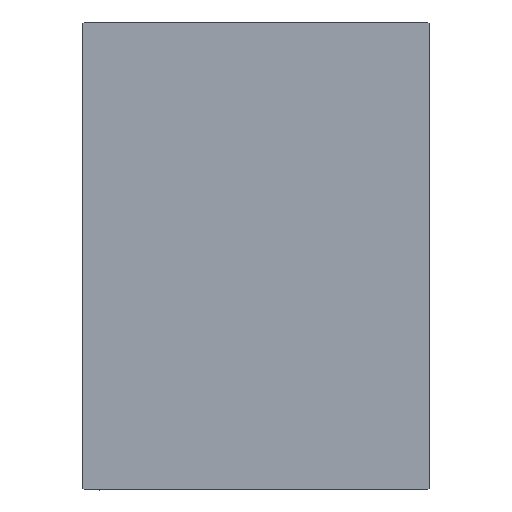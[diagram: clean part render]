
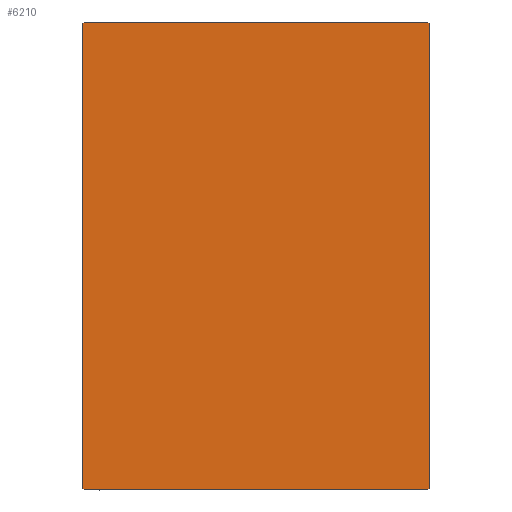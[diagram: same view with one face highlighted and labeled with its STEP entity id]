
A CAD part, left-side view. The second image highlights one B-rep face of the part: STEP entity #6210.
In plain terms, the highlighted face is planar.
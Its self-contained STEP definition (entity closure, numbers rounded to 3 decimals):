
#2081 = LINE ( 'NONE', #11847, #22001 ) ;
#2275 = ORIENTED_EDGE ( 'NONE', *, *, #24728, .T. ) ;
#2918 = CARTESIAN_POINT ( 'NONE',  ( 143., 31.2, -42.5 ) ) ;
#4213 = ORIENTED_EDGE ( 'NONE', *, *, #34727, .T. ) ;
#4915 = CARTESIAN_POINT ( 'NONE',  ( 143., 36.85, -36.85 ) ) ;
#4930 = EDGE_CURVE ( 'NONE', #13482, #16982, #38419, .T. ) ;
#5275 = VECTOR ( 'NONE', #34758, 1000. ) ;
#6210 = ADVANCED_FACE ( 'NONE', ( #31657 ), #11261, .T. ) ;
#7497 = DIRECTION ( 'NONE',  ( 1., 0., 0. ) ) ;
#7943 = ORIENTED_EDGE ( 'NONE', *, *, #25600, .T. ) ;
#8287 = VERTEX_POINT ( 'NONE', #17719 ) ;
#8305 = DIRECTION ( 'NONE',  ( 0., -0.707, 0.707 ) ) ;
#9511 = CARTESIAN_POINT ( 'NONE',  ( 143., 31.5, 42.5 ) ) ;
#10229 = EDGE_CURVE ( 'NONE', #34944, #8287, #25748, .T. ) ;
#10871 = LINE ( 'NONE', #25074, #34260 ) ;
#11138 = DIRECTION ( 'NONE',  ( 0., 0.707, 0.707 ) ) ;
#11163 = AXIS2_PLACEMENT_3D ( 'NONE', #21470, #7497, #21689 ) ;
#11261 = PLANE ( 'NONE',  #11163 ) ;
#11847 = CARTESIAN_POINT ( 'NONE',  ( 143., 36.85, 36.85 ) ) ;
#12837 = LINE ( 'NONE', #9511, #14887 ) ;
#13482 = VERTEX_POINT ( 'NONE', #2918 ) ;
#13658 = LINE ( 'NONE', #30289, #35460 ) ;
#14191 = VECTOR ( 'NONE', #23489, 1000. ) ;
#14887 = VECTOR ( 'NONE', #26378, 1000. ) ;
#15214 = CARTESIAN_POINT ( 'NONE',  ( 143., -36.85, 36.85 ) ) ;
#15284 = CARTESIAN_POINT ( 'NONE',  ( 143., 31.2, 42.5 ) ) ;
#16982 = VERTEX_POINT ( 'NONE', #40952 ) ;
#17719 = CARTESIAN_POINT ( 'NONE',  ( 143., -31.5, -42.2 ) ) ;
#18867 = CARTESIAN_POINT ( 'NONE',  ( 143., -31.5, 42.5 ) ) ;
#19166 = CARTESIAN_POINT ( 'NONE',  ( 143., 31.5, 42.2 ) ) ;
#20297 = VERTEX_POINT ( 'NONE', #19166 ) ;
#21470 = CARTESIAN_POINT ( 'NONE',  ( 143., 0., 0. ) ) ;
#21689 = DIRECTION ( 'NONE',  ( 0., 0., -1. ) ) ;
#22001 = VECTOR ( 'NONE', #8305, 1000. ) ;
#23406 = ORIENTED_EDGE ( 'NONE', *, *, #4930, .T. ) ;
#23489 = DIRECTION ( 'NONE',  ( 0., 0.707, -0.707 ) ) ;
#23645 = DIRECTION ( 'NONE',  ( 0., 0., 1. ) ) ;
#23853 = ORIENTED_EDGE ( 'NONE', *, *, #25382, .T. ) ;
#24561 = LINE ( 'NONE', #15214, #5275 ) ;
#24587 = CARTESIAN_POINT ( 'NONE',  ( 143., -31.5, 42.2 ) ) ;
#24589 = ORIENTED_EDGE ( 'NONE', *, *, #25314, .T. ) ;
#24728 = EDGE_CURVE ( 'NONE', #36207, #31568, #12837, .T. ) ;
#25074 = CARTESIAN_POINT ( 'NONE',  ( 143., -31.5, -42.5 ) ) ;
#25130 = CARTESIAN_POINT ( 'NONE',  ( 143., -31.2, -42.5 ) ) ;
#25314 = EDGE_CURVE ( 'NONE', #8287, #26820, #30350, .T. ) ;
#25382 = EDGE_CURVE ( 'NONE', #16982, #20297, #13658, .T. ) ;
#25600 = EDGE_CURVE ( 'NONE', #20297, #36207, #2081, .T. ) ;
#25748 = LINE ( 'NONE', #18867, #43093 ) ;
#26378 = DIRECTION ( 'NONE',  ( 0., -1., 0. ) ) ;
#26820 = VERTEX_POINT ( 'NONE', #25130 ) ;
#27040 = CARTESIAN_POINT ( 'NONE',  ( 143., -36.85, -36.85 ) ) ;
#27520 = ORIENTED_EDGE ( 'NONE', *, *, #40973, .T. ) ;
#27522 = DIRECTION ( 'NONE',  ( 0., 1., 0. ) ) ;
#30289 = CARTESIAN_POINT ( 'NONE',  ( 143., 31.5, -42.5 ) ) ;
#30350 = LINE ( 'NONE', #27040, #14191 ) ;
#30491 = CARTESIAN_POINT ( 'NONE',  ( 143., -31.2, 42.5 ) ) ;
#31568 = VERTEX_POINT ( 'NONE', #30491 ) ;
#31657 = FACE_OUTER_BOUND ( 'NONE', #34978, .T. ) ;
#34260 = VECTOR ( 'NONE', #27522, 1000. ) ;
#34727 = EDGE_CURVE ( 'NONE', #26820, #13482, #10871, .T. ) ;
#34758 = DIRECTION ( 'NONE',  ( 0., -0.707, -0.707 ) ) ;
#34944 = VERTEX_POINT ( 'NONE', #24587 ) ;
#34978 = EDGE_LOOP ( 'NONE', ( #4213, #23406, #23853, #7943, #2275, #27520, #36286, #24589 ) ) ;
#35460 = VECTOR ( 'NONE', #23645, 1000. ) ;
#35919 = VECTOR ( 'NONE', #11138, 1000. ) ;
#36169 = DIRECTION ( 'NONE',  ( 0., 0., -1. ) ) ;
#36207 = VERTEX_POINT ( 'NONE', #15284 ) ;
#36286 = ORIENTED_EDGE ( 'NONE', *, *, #10229, .T. ) ;
#38419 = LINE ( 'NONE', #4915, #35919 ) ;
#40952 = CARTESIAN_POINT ( 'NONE',  ( 143., 31.5, -42.2 ) ) ;
#40973 = EDGE_CURVE ( 'NONE', #31568, #34944, #24561, .T. ) ;
#43093 = VECTOR ( 'NONE', #36169, 1000. ) ;
